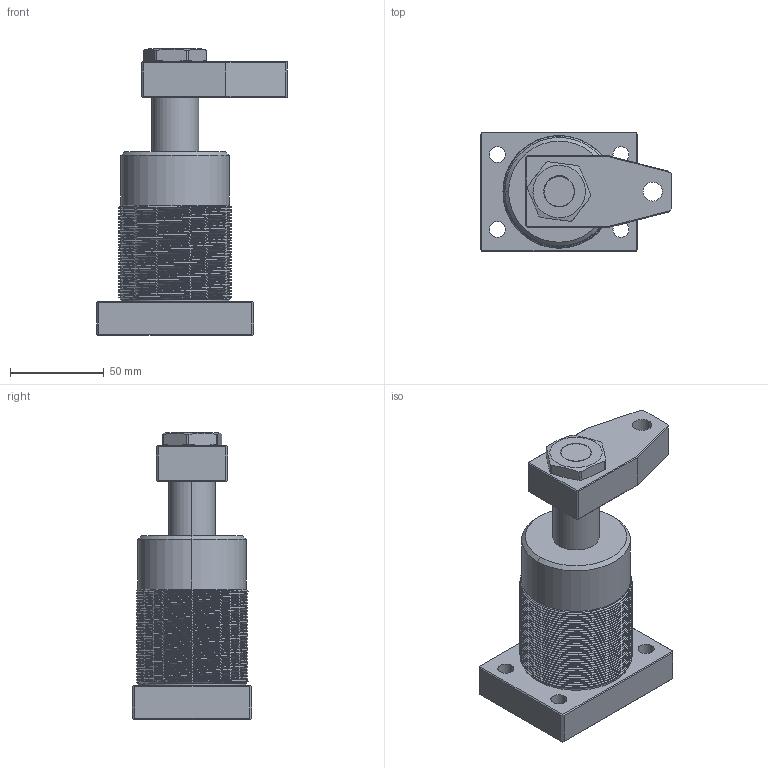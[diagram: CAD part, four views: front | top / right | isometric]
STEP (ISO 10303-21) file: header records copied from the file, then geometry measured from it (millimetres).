
FILE_DESCRIPTION (( 'STEP AP214' ), '1' );
FILE_NAME ('NFS-40AF.STEP', '2018-08-27T07:46:10', ( 'Windows' ), ( 'Microsoft' ), 'SwSTEP 2.0', 'SolidWorks 2015', '' );
FILE_SCHEMA (( 'AUTOMOTIVE_DESIGN' ));
Length unit declared in the file: millimetre
Products named in the file (4): 揤旋-40-1; 鞠褒蹟簽-40; NFS-40AF掛极; NFS-40AF
Assembly tree (3 placements, depth 2):
  NFS-40AF
    NFS-40AF掛极
    鞠褒蹟簽-40
    揤旋-40-1
Bounding box: 102 x 64 x 153 mm (x, y, z)
Volume: 378636.4 mm3; surface area: 55653.6 mm2
Topology: 3 solids, 3 shells, 195 faces, 522 edges, 341 vertices
Faces by surface type: cylinder 119, plane 53, cone 17, bspline 4, torus 2
Entity records: 11952 total; most frequent: CARTESIAN_POINT 7360, ORIENTED_EDGE 1044, DIRECTION 814, EDGE_CURVE 522, VERTEX_POINT 341, AXIS2_PLACEMENT_3D 299, EDGE_LOOP 217, VECTOR 216
